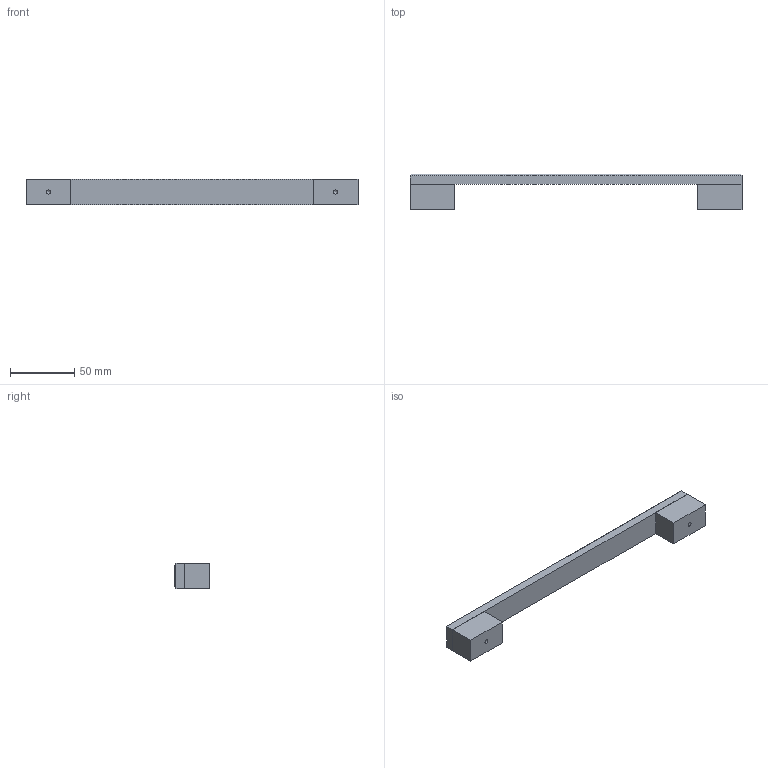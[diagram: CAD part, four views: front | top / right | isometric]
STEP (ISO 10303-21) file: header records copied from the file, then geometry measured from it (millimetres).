
FILE_DESCRIPTION (( 'STEP AP214' ), '1' );
FILE_NAME ('F001577_3D.step', '2022-06-10T07:01:13', ( '' ), ( '' ), 'SwSTEP 2.0', 'SolidWorks 2020', '' );
FILE_SCHEMA (( 'AUTOMOTIVE_DESIGN' ));
Length unit declared in the file: millimetre
Products named in the file (1): F001577_3D
Bounding box: 259 x 28 x 20 mm (x, y, z)
Volume: 68631.5 mm3; surface area: 21750.5 mm2
Topology: 3 solids, 3 shells, 30 faces, 64 edges, 38 vertices
Faces by surface type: plane 22, cylinder 4, cone 4
Entity records: 860 total; most frequent: DIRECTION 130, CARTESIAN_POINT 129, ORIENTED_EDGE 120, EDGE_CURVE 60, LINE 52, VECTOR 52, AXIS2_PLACEMENT_3D 39, VERTEX_POINT 38
